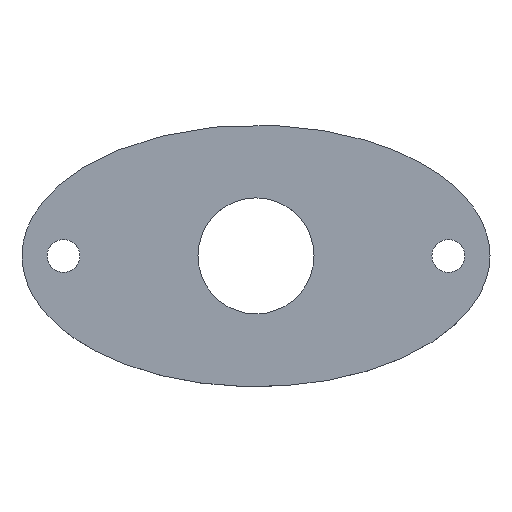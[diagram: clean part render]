
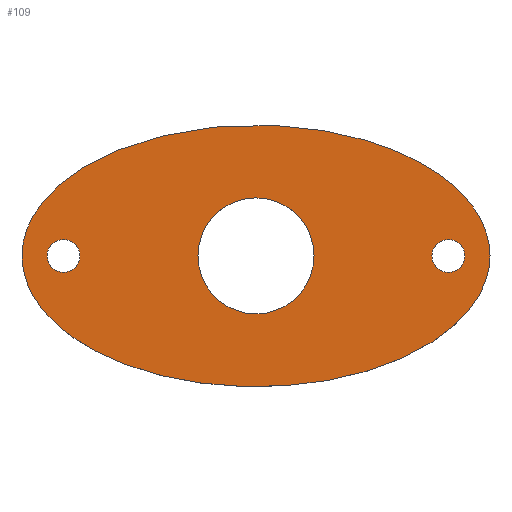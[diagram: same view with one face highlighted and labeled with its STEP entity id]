
A CAD part, top view. The second image highlights one B-rep face of the part: STEP entity #109.
In plain terms, the highlighted planar face has unit normal (0, 0, 1).
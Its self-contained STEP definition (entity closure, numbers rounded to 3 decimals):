
#15=FACE_BOUND('',#37,.T.);
#16=FACE_BOUND('',#38,.T.);
#17=FACE_BOUND('',#39,.T.);
#21=PLANE('',#142);
#23=ELLIPSE('',#140,24.198,13.531);
#30=FACE_OUTER_BOUND('',#36,.T.);
#36=EDGE_LOOP('',(#94));
#37=EDGE_LOOP('',(#95));
#38=EDGE_LOOP('',(#96));
#39=EDGE_LOOP('',(#97));
#52=CIRCLE('',#132,1.7);
#54=CIRCLE('',#135,1.7);
#56=CIRCLE('',#138,6.);
#58=VERTEX_POINT('',#178);
#60=VERTEX_POINT('',#184);
#62=VERTEX_POINT('',#190);
#64=VERTEX_POINT('',#213);
#66=EDGE_CURVE('',#58,#58,#52,.T.);
#69=EDGE_CURVE('',#60,#60,#54,.T.);
#72=EDGE_CURVE('',#62,#62,#56,.T.);
#75=EDGE_CURVE('',#64,#64,#23,.T.);
#94=ORIENTED_EDGE('',*,*,#75,.T.);
#95=ORIENTED_EDGE('',*,*,#72,.T.);
#96=ORIENTED_EDGE('',*,*,#69,.T.);
#97=ORIENTED_EDGE('',*,*,#66,.T.);
#109=ADVANCED_FACE('',(#30,#15,#16,#17),#21,.T.);
#132=AXIS2_PLACEMENT_3D('',#179,#148,#149);
#135=AXIS2_PLACEMENT_3D('',#185,#155,#156);
#138=AXIS2_PLACEMENT_3D('',#191,#162,#163);
#140=AXIS2_PLACEMENT_3D('',#214,#167,#168);
#142=AXIS2_PLACEMENT_3D('',#218,#172,#173);
#148=DIRECTION('center_axis',(0.,0.,
-1.));
#149=DIRECTION('ref_axis',(-1.,0.,0.));
#155=DIRECTION('center_axis',(0.,0.,
-1.));
#156=DIRECTION('ref_axis',(-1.,0.,0.));
#162=DIRECTION('center_axis',(0.,0.,
-1.));
#163=DIRECTION('ref_axis',(-1.,0.,0.));
#167=DIRECTION('center_axis',(0.,0.,
1.));
#168=DIRECTION('ref_axis',(-1.,0.,0.));
#172=DIRECTION('center_axis',(0.,0.,
1.));
#173=DIRECTION('ref_axis',(1.,0.,0.));
#178=CARTESIAN_POINT('',(44.5,-25.,3.));
#179=CARTESIAN_POINT('Origin',(42.8,-25.,3.));
#184=CARTESIAN_POINT('',(4.7,-25.,3.));
#185=CARTESIAN_POINT('Origin',(3.,-25.,3.));
#190=CARTESIAN_POINT('',(28.9,-25.,3.));
#191=CARTESIAN_POINT('Origin',(22.9,-25.,3.));
#213=CARTESIAN_POINT('',(47.098,-25.,3.));
#214=CARTESIAN_POINT('Origin',(22.9,-25.,3.));
#218=CARTESIAN_POINT('Origin',(22.9,-25.,3.));
